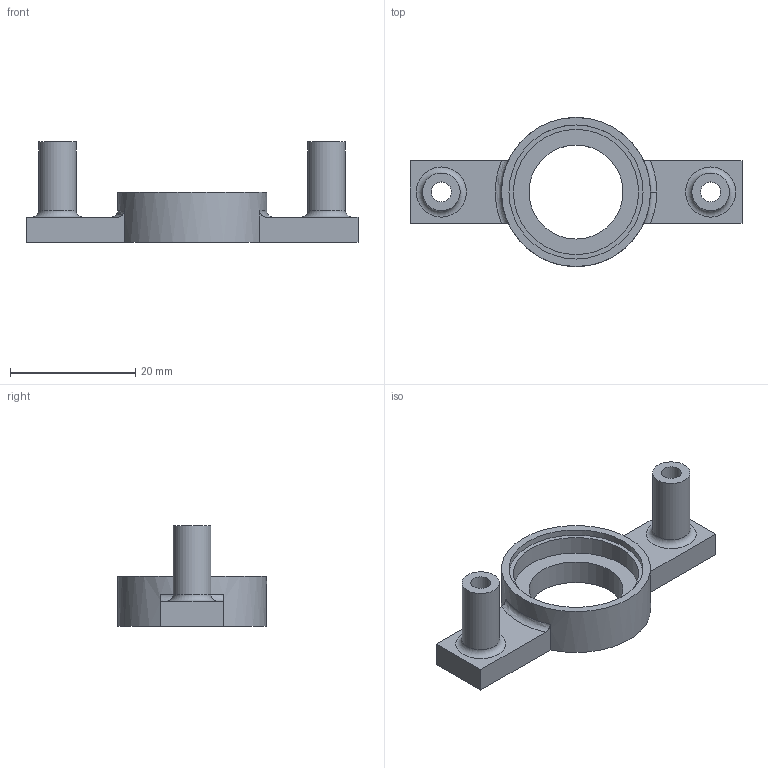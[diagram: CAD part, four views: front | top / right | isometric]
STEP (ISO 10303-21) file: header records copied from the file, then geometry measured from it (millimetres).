
FILE_DESCRIPTION(('FreeCAD Model'),'2;1');
FILE_NAME('Open CASCADE Shape Model','2025-04-12T23:17:24',(''),(''), 'Open CASCADE STEP processor 7.8','FreeCAD','Unknown');
FILE_SCHEMA(('AUTOMOTIVE_DESIGN { 1 0 10303 214 1 1 1 1 }'));
Length unit declared in the file: millimetre
Products named in the file (1): EncoderMountBack
Bounding box: 53 x 23.8 x 16 mm (x, y, z)
Volume: 3181.2 mm3; surface area: 3144.5 mm2
Topology: 1 solids, 1 shells, 27 faces, 64 edges, 43 vertices
Faces by surface type: plane 14, cylinder 8, torus 5
Full cylindrical faces by diameter (mm): 3.2 x2, 6 x2, 15 x1, 20 x1, 21.4 x1, 23.8 x1
Entity records: 901 total; most frequent: CARTESIAN_POINT 222, DIRECTION 141, ORIENTED_EDGE 128, EDGE_CURVE 64, AXIS2_PLACEMENT_3D 56, VERTEX_POINT 43, FACE_BOUND 37, EDGE_LOOP 37
